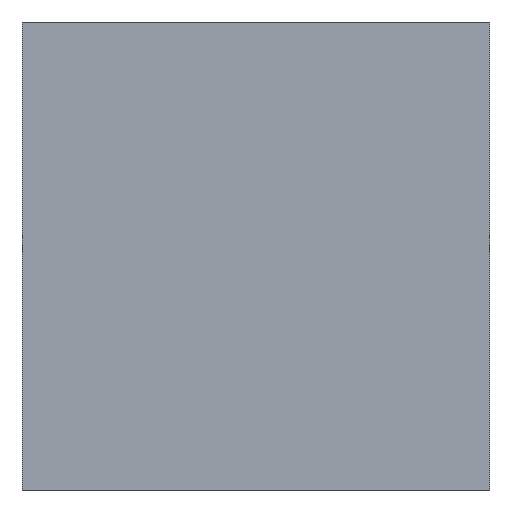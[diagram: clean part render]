
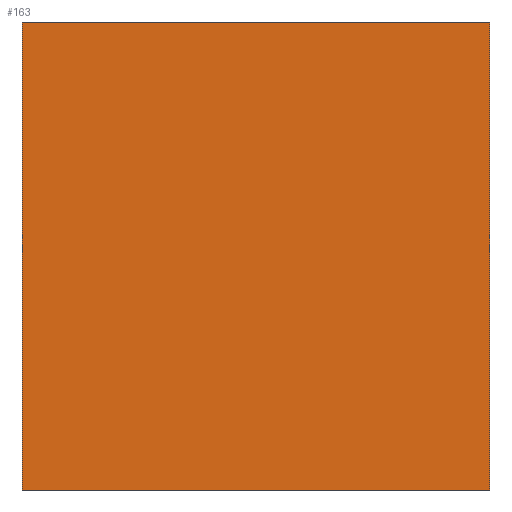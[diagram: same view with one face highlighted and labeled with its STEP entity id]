
A CAD part, front view. The second image highlights one B-rep face of the part: STEP entity #163.
In plain terms, the highlighted planar face has unit normal (0, -1, 0).
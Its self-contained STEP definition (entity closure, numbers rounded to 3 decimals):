
#21=PLANE('',#200);
#29=FACE_OUTER_BOUND('',#39,.T.);
#39=EDGE_LOOP('',(#139,#140,#141,#142));
#46=LINE('',#267,#58);
#51=LINE('',#279,#63);
#54=LINE('',#292,#66);
#55=LINE('',#293,#67);
#58=VECTOR('',#219,10.);
#63=VECTOR('',#230,10.);
#66=VECTOR('',#245,10.);
#67=VECTOR('',#246,10.);
#82=VERTEX_POINT('',#264);
#83=VERTEX_POINT('',#266);
#86=VERTEX_POINT('',#276);
#87=VERTEX_POINT('',#278);
#98=EDGE_CURVE('',#82,#83,#46,.T.);
#104=EDGE_CURVE('',#87,#86,#51,.T.);
#111=EDGE_CURVE('',#82,#87,#54,.T.);
#112=EDGE_CURVE('',#83,#86,#55,.T.);
#139=ORIENTED_EDGE('',*,*,#111,.T.);
#140=ORIENTED_EDGE('',*,*,#104,.T.);
#141=ORIENTED_EDGE('',*,*,#112,.F.);
#142=ORIENTED_EDGE('',*,*,#98,.F.);
#163=ADVANCED_FACE('',(#29),#21,.T.);
#200=AXIS2_PLACEMENT_3D('',#291,#243,#244);
#219=DIRECTION('',(0.,0.,1.));
#230=DIRECTION('',(0.,0.,1.));
#243=DIRECTION('center_axis',(0.,-1.,0.));
#244=DIRECTION('ref_axis',(1.,0.,0.));
#245=DIRECTION('',(1.,0.,0.));
#246=DIRECTION('',(1.,0.,0.));
#264=CARTESIAN_POINT('',(3.586,-185.657,0.));
#266=CARTESIAN_POINT('',(3.586,-185.657,200.));
#267=CARTESIAN_POINT('',(3.586,-185.657,0.));
#276=CARTESIAN_POINT('',(203.586,-185.657,200.));
#278=CARTESIAN_POINT('',(203.586,-185.657,0.));
#279=CARTESIAN_POINT('',(203.586,-185.657,0.));
#291=CARTESIAN_POINT('Origin',(3.586,-185.657,0.));
#292=CARTESIAN_POINT('',(3.586,-185.657,0.));
#293=CARTESIAN_POINT('',(3.586,-185.657,200.));
